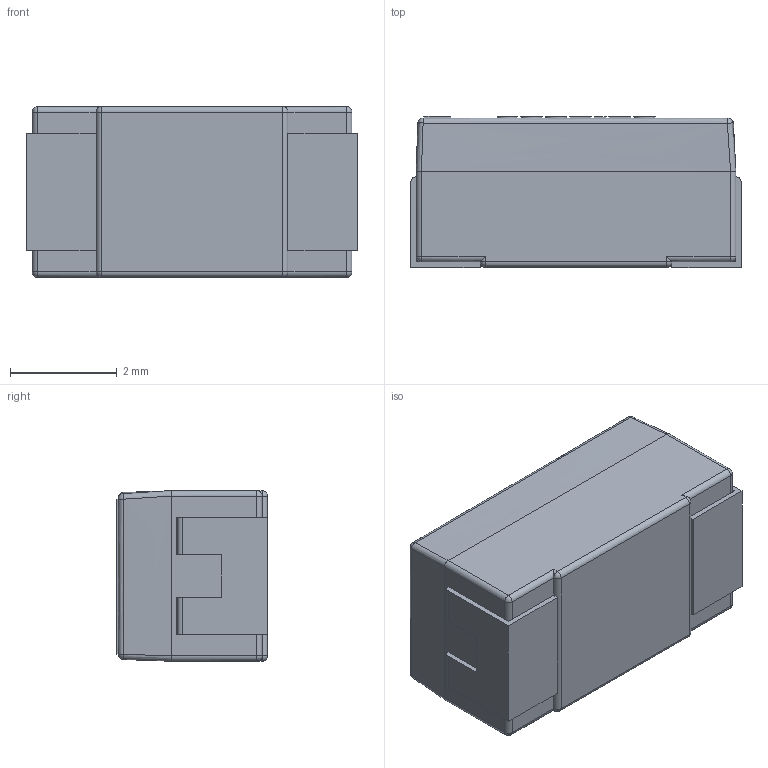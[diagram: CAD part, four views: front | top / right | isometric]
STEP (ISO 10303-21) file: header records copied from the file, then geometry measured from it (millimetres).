
FILE_DESCRIPTION (( 'STEP AP214' ), '1' );
FILE_NAME ('6032-28_3.STEP', '2013-12-09T09:14:21', ( 'XuJunRan' ), ( '' ), 'SwSTEP 2.0', 'SolidWorks 2010', '' );
FILE_SCHEMA (( 'AUTOMOTIVE_DESIGN' ));
Length unit declared in the file: millimetre
Products named in the file (4): 6032-28-2; 6032-28; 6032-28_3; 6032-28-3
Assembly tree (3 placements, depth 2):
  6032-28_3
    6032-28-3
    6032-28
    6032-28-2
Bounding box: 6.2 x 2.83 x 3.2 mm (x, y, z)
Volume: 53.7 mm3; surface area: 113.1 mm2
Topology: 3 solids, 3 shells, 171 faces, 428 edges, 262 vertices
Faces by surface type: bspline 73, plane 65, cylinder 21, sphere 12
Entity records: 12261 total; most frequent: CARTESIAN_POINT 7541, ORIENTED_EDGE 832, DIRECTION 518, EDGE_CURVE 416, VERTEX_POINT 262, VECTOR 226, LINE 226, EDGE_LOOP 182
